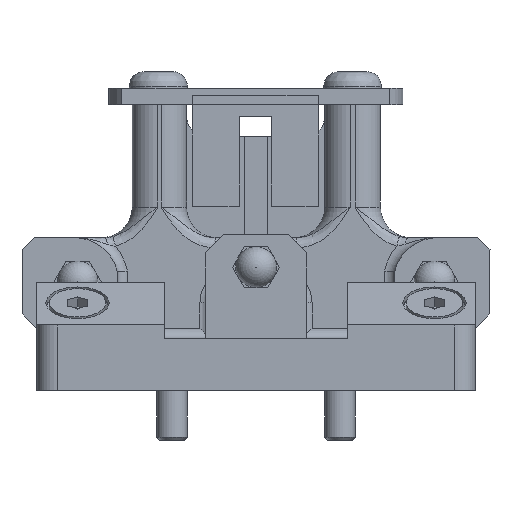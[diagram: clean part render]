
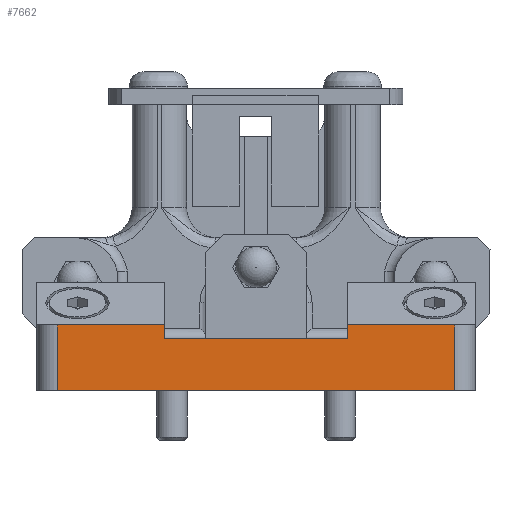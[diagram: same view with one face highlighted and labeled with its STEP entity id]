
A CAD part, front view. The second image highlights one B-rep face of the part: STEP entity #7662.
In plain terms, the highlighted planar face has unit normal (0, -1, 0).
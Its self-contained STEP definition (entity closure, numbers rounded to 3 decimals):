
#517=PLANE('',#8321);
#1543=ORIENTED_EDGE('',*,*,#3531,.T.);
#1544=ORIENTED_EDGE('',*,*,#3574,.T.);
#1545=ORIENTED_EDGE('',*,*,#3501,.T.);
#1546=ORIENTED_EDGE('',*,*,#3573,.F.);
#1547=ORIENTED_EDGE('',*,*,#3308,.F.);
#1548=ORIENTED_EDGE('',*,*,#3575,.F.);
#1549=ORIENTED_EDGE('',*,*,#3506,.F.);
#1550=ORIENTED_EDGE('',*,*,#3576,.T.);
#3308=EDGE_CURVE('',#4413,#4414,#5141,.T.);
#3501=EDGE_CURVE('',#4578,#4579,#5293,.T.);
#3506=EDGE_CURVE('',#4582,#4583,#5296,.T.);
#3531=EDGE_CURVE('',#4599,#4598,#5313,.T.);
#3573=EDGE_CURVE('',#4414,#4579,#5352,.T.);
#3574=EDGE_CURVE('',#4598,#4578,#5353,.F.);
#3575=EDGE_CURVE('',#4583,#4413,#5354,.T.);
#3576=EDGE_CURVE('',#4582,#4599,#5355,.T.);
#4413=VERTEX_POINT('',#11136);
#4414=VERTEX_POINT('',#11138);
#4578=VERTEX_POINT('',#11922);
#4579=VERTEX_POINT('',#11923);
#4582=VERTEX_POINT('',#11931);
#4583=VERTEX_POINT('',#11933);
#4598=VERTEX_POINT('',#11982);
#4599=VERTEX_POINT('',#11984);
#5141=LINE('',#11137,#5769);
#5293=LINE('',#11921,#5921);
#5296=LINE('',#11932,#5924);
#5313=LINE('',#11983,#5941);
#5352=LINE('',#12146,#5980);
#5353=LINE('',#12148,#5981);
#5354=LINE('',#12149,#5982);
#5355=LINE('',#12150,#5983);
#5769=VECTOR('',#9025,1000.);
#5921=VECTOR('',#9311,1000.);
#5924=VECTOR('',#9320,1000.);
#5941=VECTOR('',#9365,1000.);
#5980=VECTOR('',#9478,1000.);
#5981=VECTOR('',#9481,1000.);
#5982=VECTOR('',#9482,1000.);
#5983=VECTOR('',#9483,1000.);
#6448=EDGE_LOOP('',(#1543,#1544,#1545,#1546,#1547,#1548,#1549,#1550));
#7017=FACE_BOUND('',#6448,.T.);
#7662=ADVANCED_FACE('',(#7017),#517,.T.);
#8321=AXIS2_PLACEMENT_3D('',#12147,#9479,#9480);
#9025=DIRECTION('',(1.,0.,0.));
#9311=DIRECTION('',(-1.,0.,0.));
#9320=DIRECTION('',(1.,0.,0.));
#9365=DIRECTION('',(1.,0.,0.));
#9478=DIRECTION('',(0.,0.,1.));
#9479=DIRECTION('',(0.,-1.,0.));
#9480=DIRECTION('',(1.,0.,0.));
#9481=DIRECTION('',(0.,0.,-1.));
#9482=DIRECTION('',(0.,0.,-1.));
#9483=DIRECTION('',(0.,0.,-1.));
#11136=CARTESIAN_POINT('',(-8.8,-30.515,4.593));
#11137=CARTESIAN_POINT('',(0.318,-30.515,4.593));
#11138=CARTESIAN_POINT('',(9.2,-30.515,4.593));
#11921=CARTESIAN_POINT('',(25.585,-30.515,5.907));
#11922=CARTESIAN_POINT('',(19.7,-30.515,5.907));
#11923=CARTESIAN_POINT('',(9.2,-30.515,5.907));
#11931=CARTESIAN_POINT('',(-19.3,-30.515,5.907));
#11932=CARTESIAN_POINT('',(-22.617,-30.515,5.907));
#11933=CARTESIAN_POINT('',(-8.8,-30.515,5.907));
#11982=CARTESIAN_POINT('',(19.7,-30.515,-0.5));
#11983=CARTESIAN_POINT('',(-21.3,-30.515,-0.5));
#11984=CARTESIAN_POINT('',(-19.3,-30.515,-0.5));
#12146=CARTESIAN_POINT('',(9.2,-30.515,4.593));
#12147=CARTESIAN_POINT('',(-21.3,-30.515,16.768));
#12148=CARTESIAN_POINT('',(19.7,-30.515,16.768));
#12149=CARTESIAN_POINT('',(-8.8,-30.515,5.841));
#12150=CARTESIAN_POINT('',(-19.3,-30.515,16.768));
